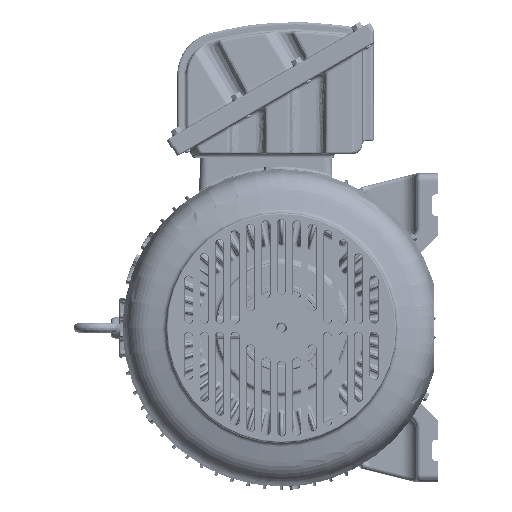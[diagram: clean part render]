
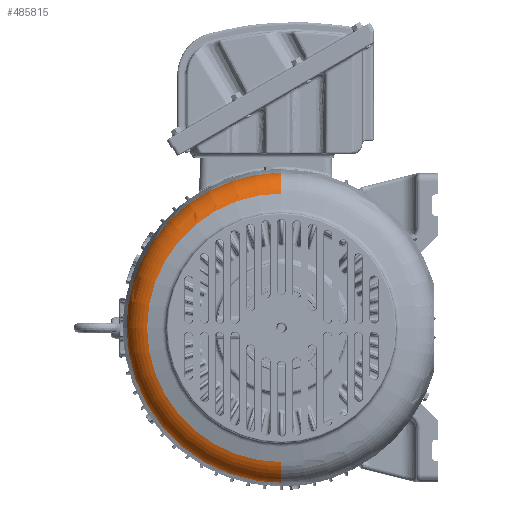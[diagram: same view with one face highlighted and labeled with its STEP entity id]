
A CAD part, left-side view. The second image highlights one B-rep face of the part: STEP entity #485815.
In plain terms, the highlighted toroidal (fillet/blend) face has major radius 164.345 mm and minor radius 37 mm.
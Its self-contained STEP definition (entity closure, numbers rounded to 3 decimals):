
#483564=CARTESIAN_POINT('Vertex',(-332.852,0.,200.433)) ;
#483623=CARTESIAN_POINT('Axis2P3D Location',(-324.686,0.,-164.345)) ;
#483627=CARTESIAN_POINT('Vertex',(-332.852,0.,-200.433)) ;
#483629=CARTESIAN_POINT('Vertex',(-360.426,0.,-173.922)) ;
#483637=CARTESIAN_POINT('Axis2P3D Location',(-324.686,0.,164.345)) ;
#483641=CARTESIAN_POINT('Vertex',(-360.426,0.,173.922)) ;
#485742=CARTESIAN_POINT('Vertex',(-332.852,200.433,0.)) ;
#485746=CARTESIAN_POINT('Control Point',(-332.852,0.,200.433)) ;
#485747=CARTESIAN_POINT('Control Point',(-332.852,2.458,200.433)) ;
#485748=CARTESIAN_POINT('Control Point',(-332.852,4.915,200.396)) ;
#485749=CARTESIAN_POINT('Control Point',(-332.852,7.398,200.32)) ;
#485750=CARTESIAN_POINT('Control Point',(-332.852,12.476,200.088)) ;
#485751=CARTESIAN_POINT('Control Point',(-332.852,17.93,199.658)) ;
#485752=CARTESIAN_POINT('Control Point',(-332.852,20.789,199.385)) ;
#485753=CARTESIAN_POINT('Control Point',(-332.852,26.897,198.69)) ;
#485754=CARTESIAN_POINT('Control Point',(-332.852,33.975,197.584)) ;
#485755=CARTESIAN_POINT('Control Point',(-332.852,37.841,196.894)) ;
#485756=CARTESIAN_POINT('Control Point',(-332.852,43.727,195.691)) ;
#485757=CARTESIAN_POINT('Control Point',(-332.852,50.564,193.965)) ;
#485758=CARTESIAN_POINT('Control Point',(-332.852,52.518,193.447)) ;
#485759=CARTESIAN_POINT('Control Point',(-332.852,57.334,192.103)) ;
#485760=CARTESIAN_POINT('Control Point',(-332.852,62.621,190.442)) ;
#485761=CARTESIAN_POINT('Control Point',(-332.852,65.841,189.36)) ;
#485762=CARTESIAN_POINT('Control Point',(-332.852,72.056,187.115)) ;
#485763=CARTESIAN_POINT('Control Point',(-332.852,78.773,184.351)) ;
#485764=CARTESIAN_POINT('Control Point',(-332.852,81.924,182.977)) ;
#485765=CARTESIAN_POINT('Control Point',(-332.852,89.708,179.374)) ;
#485766=CARTESIAN_POINT('Control Point',(-332.852,97.845,175.055)) ;
#485767=CARTESIAN_POINT('Control Point',(-332.852,102.67,172.28)) ;
#485768=CARTESIAN_POINT('Control Point',(-332.852,115.833,164.065)) ;
#485769=CARTESIAN_POINT('Control Point',(-332.852,128.775,154.121)) ;
#485770=CARTESIAN_POINT('Control Point',(-332.852,136.683,147.167)) ;
#485771=CARTESIAN_POINT('Control Point',(-332.852,148.521,135.275)) ;
#485772=CARTESIAN_POINT('Control Point',(-332.852,159.108,122.133)) ;
#485773=CARTESIAN_POINT('Control Point',(-332.852,162.837,117.116)) ;
#485774=CARTESIAN_POINT('Control Point',(-332.852,171.26,104.808)) ;
#485775=CARTESIAN_POINT('Control Point',(-332.852,178.523,91.739)) ;
#485776=CARTESIAN_POINT('Control Point',(-332.852,182.322,83.933)) ;
#485777=CARTESIAN_POINT('Control Point',(-332.852,189.064,67.944)) ;
#485778=CARTESIAN_POINT('Control Point',(-332.852,194.045,51.312)) ;
#485779=CARTESIAN_POINT('Control Point',(-332.852,196.085,42.864)) ;
#485780=CARTESIAN_POINT('Control Point',(-332.852,198.603,29.238)) ;
#485781=CARTESIAN_POINT('Control Point',(-332.852,199.936,15.458)) ;
#485782=CARTESIAN_POINT('Control Point',(-332.852,200.267,10.31)) ;
#485783=CARTESIAN_POINT('Control Point',(-332.852,200.433,5.155)) ;
#485784=CARTESIAN_POINT('Control Point',(-332.852,200.433,0.)) ;
#485793=CARTESIAN_POINT('Axis2P3D Location',(-324.686,0.,0.)) ;
#485798=CARTESIAN_POINT('Axis2P3D Location',(-332.852,0.,0.)) ;
#485803=CARTESIAN_POINT('Axis2P3D Location',(-360.426,0.,0.)) ;
#483624=DIRECTION('Axis2P3D Direction',(-0.,1.,0.)) ;
#483638=DIRECTION('Axis2P3D Direction',(0.,-1.,0.)) ;
#485794=DIRECTION('Axis2P3D Direction',(-1.,-0.,-0.)) ;
#485795=DIRECTION('Axis2P3D XDirection',(0.,0.,1.)) ;
#485799=DIRECTION('Axis2P3D Direction',(-1.,0.,0.)) ;
#485804=DIRECTION('Axis2P3D Direction',(-1.,0.,0.)) ;
#483625=AXIS2_PLACEMENT_3D('Circle Axis2P3D',#483623,#483624,$) ;
#483639=AXIS2_PLACEMENT_3D('Circle Axis2P3D',#483637,#483638,$) ;
#485796=AXIS2_PLACEMENT_3D('Torus Axis2P3D',#485793,#485794,#485795) ;
#485800=AXIS2_PLACEMENT_3D('Circle Axis2P3D',#485798,#485799,$) ;
#485805=AXIS2_PLACEMENT_3D('Circle Axis2P3D',#485803,#485804,$) ;
#485809=ORIENTED_EDGE('',*,*,#485785,.T.) ;
#485810=ORIENTED_EDGE('',*,*,#485802,.T.) ;
#485811=ORIENTED_EDGE('',*,*,#483631,.T.) ;
#485812=ORIENTED_EDGE('',*,*,#485807,.F.) ;
#485813=ORIENTED_EDGE('',*,*,#483643,.F.) ;
#485815=ADVANCED_FACE('\X2\51434EF6672C9AD4\X0\',(#485814),#485797,.T.) ;
#485745=B_SPLINE_CURVE_WITH_KNOTS('',5,(#485746,#485747,#485748,#485749,#485750,#485751,#485752,#485753,#485754,#485755,#485756,#485757,#485758,#485759,#485760,#485761,#485762,#485763,#485764,#485765,#485766,#485767,#485768,#485769,#485770,#485771,#485772,#485773,#485774,#485775,#485776,#485777,#485778,#485779,#485780,#485781,#485782,#485783,#485784),.UNSPECIFIED.,.F.,.U.,(6,3,3,3,3,3,3,3,3,3,3,3,6),(0.,63.747,127.494,191.858,216.188,249.496,277.358,316.565,384.088,423.691,478.477,533.263,565.789),.UNSPECIFIED.) ;
#483626=CIRCLE('generated circle',#483625,37.) ;
#483640=CIRCLE('generated circle',#483639,37.) ;
#485801=CIRCLE('generated circle',#485800,200.433) ;
#485806=CIRCLE('generated circle',#485805,173.922) ;
#485797=TOROIDAL_SURFACE('homeo Torus',#485796,164.345,37.) ;
#483631=EDGE_CURVE('',#483628,#483630,#483626,.T.) ;
#483643=EDGE_CURVE('',#483565,#483642,#483640,.T.) ;
#485785=EDGE_CURVE('',#483565,#485743,#485745,.T.) ;
#485802=EDGE_CURVE('',#485743,#483628,#485801,.T.) ;
#485807=EDGE_CURVE('',#483642,#483630,#485806,.T.) ;
#485808=EDGE_LOOP('',(#485809,#485810,#485811,#485812,#485813)) ;
#485814=FACE_OUTER_BOUND('',#485808,.T.) ;
#483565=VERTEX_POINT('',#483564) ;
#483628=VERTEX_POINT('',#483627) ;
#483630=VERTEX_POINT('',#483629) ;
#483642=VERTEX_POINT('',#483641) ;
#485743=VERTEX_POINT('',#485742) ;
